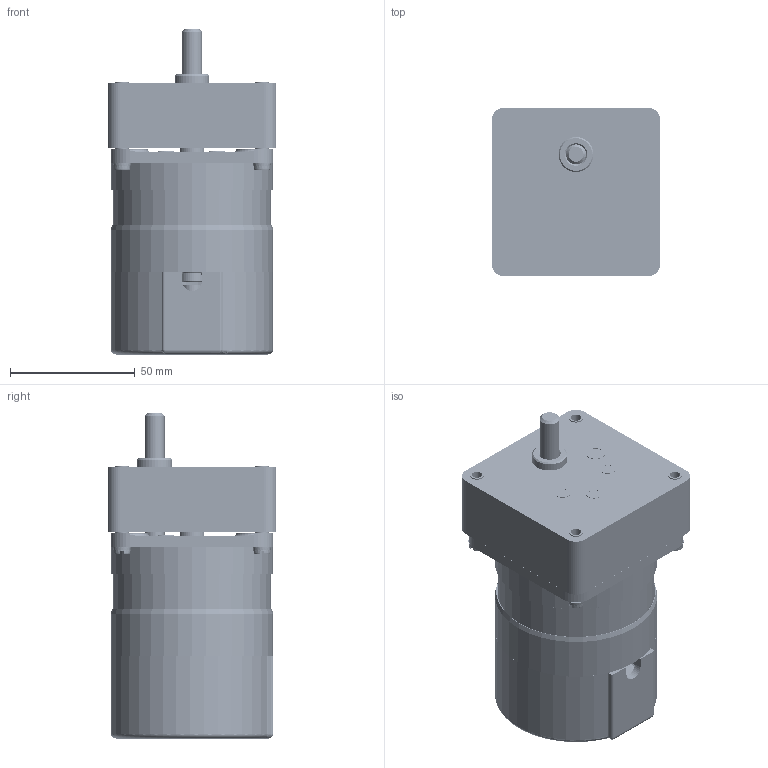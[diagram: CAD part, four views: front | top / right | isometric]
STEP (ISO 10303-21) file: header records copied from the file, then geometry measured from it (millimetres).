
FILE_DESCRIPTION(/* description */ (''),/* implementation_level */ '2;1');
FILE_NAME(/* name */ 'ASM24FG05-KK.stp',/* time_stamp */ '2017-03-02T08:43:09+01:00',/* author */ ('Zeichen-PC'),/* organization */ (''),/* preprocessor_version */ 'ST-DEVELOPER v16.5',/* originating_system */ 'Autodesk Inventor 2017',/* authorisation */ '');
FILE_SCHEMA (('AUTOMOTIVE_DESIGN { 1 0 10303 214 3 1 1 }'));
Length unit declared in the file: millimetre
Products named in the file (16): ASM24FG05-KK; AFG-05; FG-Antriebsseite; FG-Abstandhalter; FG-Abtriebsseite; FG-Gehaeusedeckel; 500-ASM24-KK; Motorflansch-A-Metall; MotorflanschB2; 5010-Welle5mm50; ISO 4035 - M4; Statorpaket_ZG-500210-Rev1_2-20; Statorblech_ZG-500210_BlechEinzel; 5008-KKS-Kunststoff; ISO 1207 - M4 x 10; 5101-Welle8mmOhneAlles
Assembly tree (53 placements, depth 4):
  ASM24FG05-KK
    AFG-05
      FG-Antriebsseite
      FG-Abstandhalter  x4
      FG-Abtriebsseite
      FG-Gehaeusedeckel
    500-ASM24-KK
      Motorflansch-A-Metall
      MotorflanschB2
      5010-Welle5mm50
      ISO 4035 - M4  x4
      Statorpaket_ZG-500210-Rev1_2-20
        Statorblech_ZG-500210_BlechEinzel  x30
      5008-KKS-Kunststoff
    ISO 1207 - M4 x 10  x4
    5101-Welle8mmOhneAlles
Bounding box: 67.5 x 67.5 x 130.1 mm (x, y, z)
Volume: 141031.2 mm3; surface area: 173405.1 mm2
Topology: 50 solids, 50 shells, 4630 faces, 11889 edges, 7899 vertices
Faces by surface type: cylinder 2819, plane 1734, cone 52, torus 21, bspline 4
Full cylindrical faces by diameter (mm): 1.6 x480, 2.459 x2, 3.242 x9, 3.571 x4, 4 x4, 4.1 x240, 4.2 x12, 4.4 x4, 4.5 x4, 4.839 x8, 5 x10, 5.391 x8, 5.5 x1, 6 x1, 6.5 x1, 7 x3, 8 x9, 8.3 x1, 8.5 x6, 10 x2, 12 x2, 14 x2, 15 x4, 15.5 x1, 16 x1, 59 x2, 61 x2, 63 x32, 65 x2
Entity records: 14118 total; most frequent: DIRECTION 2474, CARTESIAN_POINT 2463, ORIENTED_EDGE 1920, AXIS2_PLACEMENT_3D 1017, EDGE_CURVE 960, EDGE_LOOP 740, VERTEX_POINT 702, FACE_OUTER_BOUND 470
